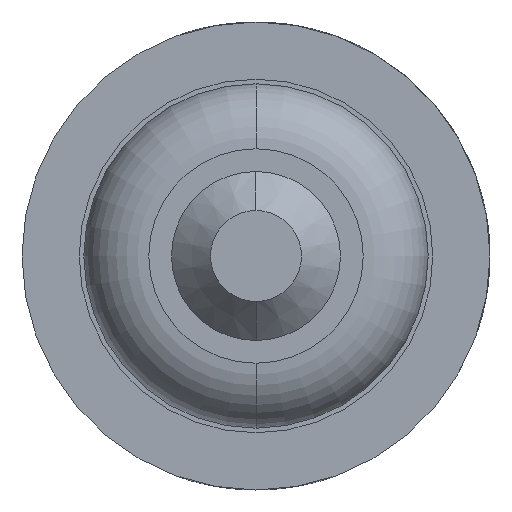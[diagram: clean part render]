
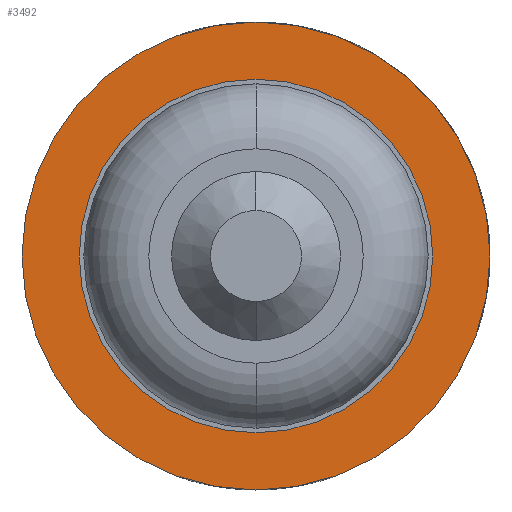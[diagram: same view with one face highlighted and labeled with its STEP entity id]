
A CAD part, front view. The second image highlights one B-rep face of the part: STEP entity #3492.
In plain terms, the highlighted planar face has unit normal (0, -1, 0).
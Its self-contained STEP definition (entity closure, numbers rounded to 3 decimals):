
#57 = EDGE_LOOP ( 'NONE', ( #6452, #1915 ) ) ;
#98 = CARTESIAN_POINT ( 'NONE',  ( 0., -7., 0. ) ) ;
#149 = FACE_OUTER_BOUND ( 'NONE', #5357, .T. ) ;
#186 = AXIS2_PLACEMENT_3D ( 'NONE', #4121, #5699, #3016 ) ;
#941 = CARTESIAN_POINT ( 'NONE',  ( -1.8, -7., 0. ) ) ;
#1090 = AXIS2_PLACEMENT_3D ( 'NONE', #98, #6690, #6228 ) ;
#1254 = AXIS2_PLACEMENT_3D ( 'NONE', #941, #1490, #3667 ) ;
#1272 = CARTESIAN_POINT ( 'NONE',  ( 0., -7., 0. ) ) ;
#1286 = DIRECTION ( 'NONE',  ( 0., 1., 0. ) ) ;
#1487 = EDGE_CURVE ( 'Defeature ausgef�hrt2_5+Defeature ausgef�hrt2_4+Defeature ausgef�hrt2_4+Defeature ausgef�hrt2_4', #4654, #3615, #2367, .T. ) ;
#1490 = DIRECTION ( 'NONE',  ( 0., -1., 0. ) ) ;
#1588 = CARTESIAN_POINT ( 'NONE',  ( 0., -7., 1.325 ) ) ;
#1836 = CARTESIAN_POINT ( 'NONE',  ( 0., -7., 0. ) ) ;
#1915 = ORIENTED_EDGE ( 'NONE', *, *, #1487, .T. ) ;
#2004 = CARTESIAN_POINT ( 'NONE',  ( 0., -7., -1.8 ) ) ;
#2062 = EDGE_CURVE ( 'Defeature ausgef�hrt2_5+Defeature ausgef�hrt2_4+Defeature ausgef�hrt2_4+Defeature ausgef�hrt2_4', #3615, #4654, #2667, .T. ) ;
#2367 = CIRCLE ( 'NONE', #4895, 1.325 ) ;
#2667 = CIRCLE ( 'NONE', #186, 1.325 ) ;
#2957 = DIRECTION ( 'NONE',  ( 0., 0., 1. ) ) ;
#2970 = DIRECTION ( 'NONE',  ( 0., 0., 1. ) ) ;
#3016 = DIRECTION ( 'NONE',  ( 0., 0., 1. ) ) ;
#3492 = ADVANCED_FACE ( 'Defeature ausgef�hrt2_5', ( #4675, #149 ), #6494, .T. ) ;
#3615 = VERTEX_POINT ( 'NONE', #1588 ) ;
#3667 = DIRECTION ( 'NONE',  ( 0., 0., -1. ) ) ;
#3956 = CIRCLE ( 'NONE', #6437, 1.8 ) ;
#4102 = DIRECTION ( 'NONE',  ( 0., 1., 0. ) ) ;
#4121 = CARTESIAN_POINT ( 'NONE',  ( 0., -7., 0. ) ) ;
#4496 = CIRCLE ( 'NONE', #1090, 1.8 ) ;
#4515 = EDGE_CURVE ( 'Defeature ausgef�hrt2_0+Defeature ausgef�hrt2_5+Defeature ausgef�hrt2_5+Defeature ausgef�hrt2_5', #4921, #6168, #4496, .T. ) ;
#4654 = VERTEX_POINT ( 'NONE', #6881 ) ;
#4675 = FACE_BOUND ( 'NONE', #57, .T. ) ;
#4895 = AXIS2_PLACEMENT_3D ( 'NONE', #1836, #4102, #2970 ) ;
#4921 = VERTEX_POINT ( 'NONE', #5713 ) ;
#5357 = EDGE_LOOP ( 'NONE', ( #7001, #5686 ) ) ;
#5686 = ORIENTED_EDGE ( 'NONE', *, *, #6565, .F. ) ;
#5699 = DIRECTION ( 'NONE',  ( 0., 1., 0. ) ) ;
#5713 = CARTESIAN_POINT ( 'NONE',  ( 0., -7., 1.8 ) ) ;
#6168 = VERTEX_POINT ( 'NONE', #2004 ) ;
#6228 = DIRECTION ( 'NONE',  ( 0., 0., 1. ) ) ;
#6437 = AXIS2_PLACEMENT_3D ( 'NONE', #1272, #1286, #2957 ) ;
#6452 = ORIENTED_EDGE ( 'NONE', *, *, #2062, .T. ) ;
#6494 = PLANE ( 'NONE',  #1254 ) ;
#6565 = EDGE_CURVE ( 'Defeature ausgef�hrt2_0+Defeature ausgef�hrt2_5+Defeature ausgef�hrt2_5+Defeature ausgef�hrt2_5', #6168, #4921, #3956, .T. ) ;
#6690 = DIRECTION ( 'NONE',  ( 0., 1., 0. ) ) ;
#6881 = CARTESIAN_POINT ( 'NONE',  ( 0., -7., -1.325 ) ) ;
#7001 = ORIENTED_EDGE ( 'NONE', *, *, #4515, .F. ) ;
